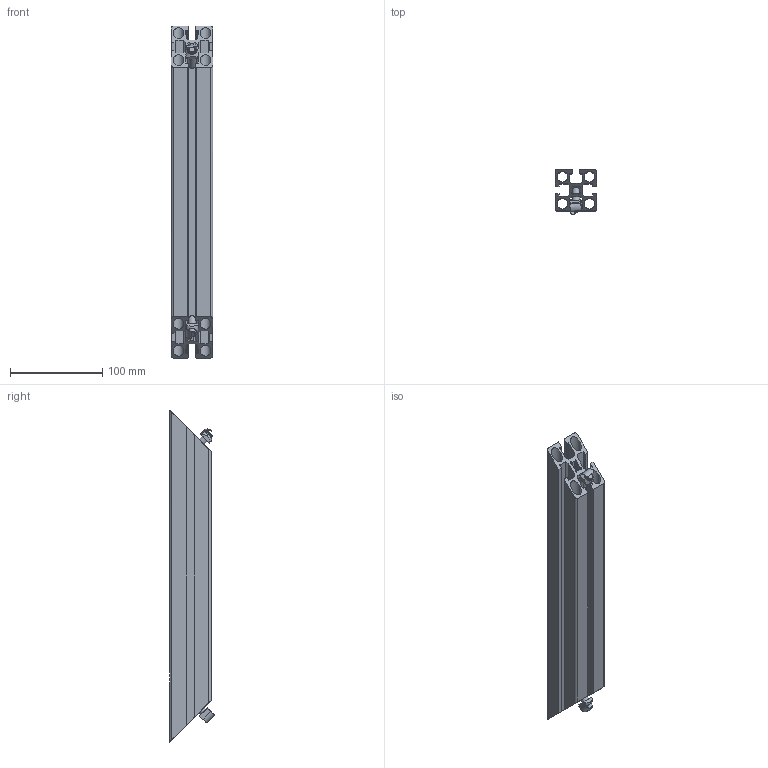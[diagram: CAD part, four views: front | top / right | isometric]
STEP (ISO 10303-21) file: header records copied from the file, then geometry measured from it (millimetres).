
FILE_DESCRIPTION(/* description */ ('ohne Abdeckkappe GL'),/* implementation_level */ '2;1');
FILE_NAME(/* name */ '211761-7.step',/* time_stamp */ '2021-08-27T13:36:48+02:00',/* author */ ('MuellerJ'),/* organization */ (''),/* preprocessor_version */ 'ST-DEVELOPER v18.1',/* originating_system */ 'Autodesk Inventor 2021',/* authorisation */ '');
FILE_SCHEMA (('AUTOMOTIVE_DESIGN { 1 0 10303 214 3 1 1 }'));
Length unit declared in the file: millimetre
Products named in the file (4): leer; 21-1761-1FZ.002; leer_1; 21-1351-2FZ.005
Assembly tree (5 placements, depth 2):
  leer
    21-1761-1FZ.002
    leer_1  x2
    21-1351-2FZ.005  x2
Bounding box: 45 x 48.53 x 360 mm (x, y, z)
Volume: 257480 mm3; surface area: 167460.6 mm2
Topology: 5 solids, 5 shells, 308 faces, 900 edges, 600 vertices
Faces by surface type: plane 162, cylinder 136, cone 6, torus 4
Full cylindrical faces by diameter (mm): 8 x4, 9 x2, 11.7 x4, 13 x2, 14 x2
Entity records: 10806 total; most frequent: CARTESIAN_POINT 3087, ORIENTED_EDGE 1618, DIRECTION 1492, EDGE_CURVE 809, VERTEX_POINT 540, AXIS2_PLACEMENT_3D 529, LINE 434, VECTOR 434
